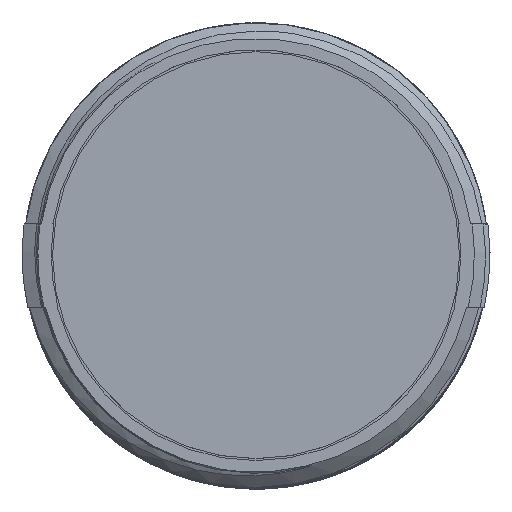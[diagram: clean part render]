
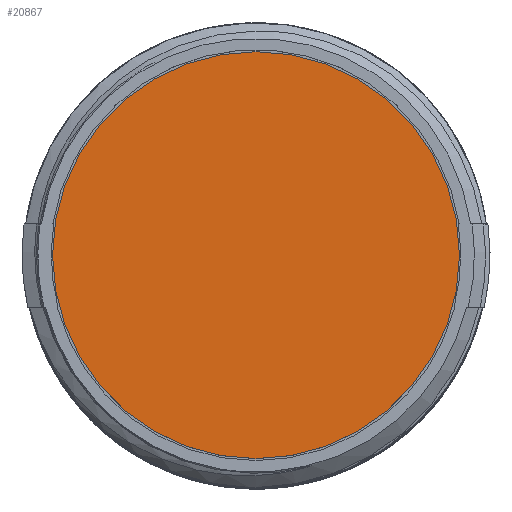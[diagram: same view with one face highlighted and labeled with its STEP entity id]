
A CAD part, top view. The second image highlights one B-rep face of the part: STEP entity #20867.
In plain terms, the highlighted planar face has unit normal (0, 0, 1).
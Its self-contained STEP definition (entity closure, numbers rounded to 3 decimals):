
#5917=CARTESIAN_POINT('',(0.,0.,0.));
#5918=DIRECTION('',(0.,0.,-1.));
#5919=DIRECTION('',(-1.,0.,0.));
#5920=AXIS2_PLACEMENT_3D('',#5917,#5918,#5919);
#5925=CARTESIAN_POINT('',(0.,0.,0.));
#5926=DIRECTION('',(0.,0.,-1.));
#5927=DIRECTION('',(1.,0.,0.));
#5928=AXIS2_PLACEMENT_3D('',#5925,#5926,#5927);
#15495=CARTESIAN_POINT('',(-7.825,0.,0.));
#15496=CARTESIAN_POINT('',(7.825,0.,0.));
#15497=VERTEX_POINT('',#15495);
#15498=VERTEX_POINT('',#15496);
#20858=CARTESIAN_POINT('',(0.,0.,0.));
#20859=DIRECTION('',(0.,0.,-1.));
#20860=DIRECTION('',(-1.,0.,0.));
#20861=AXIS2_PLACEMENT_3D('',#20858,#20859,#20860);
#20862=PLANE('',#20861);
#20863=ORIENTED_EDGE('',*,*,#20838,.T.);
#20864=ORIENTED_EDGE('',*,*,#20852,.T.);
#20865=EDGE_LOOP('',(#20863,#20864));
#20866=FACE_OUTER_BOUND('',#20865,.F.);
#20867=ADVANCED_FACE('',(#20866),#20862,.F.);
#5921=CIRCLE('',#5920,7.825);
#5929=CIRCLE('',#5928,7.825);
#20838=EDGE_CURVE('',#15497,#15498,#5921,.T.);
#20852=EDGE_CURVE('',#15498,#15497,#5929,.T.);
